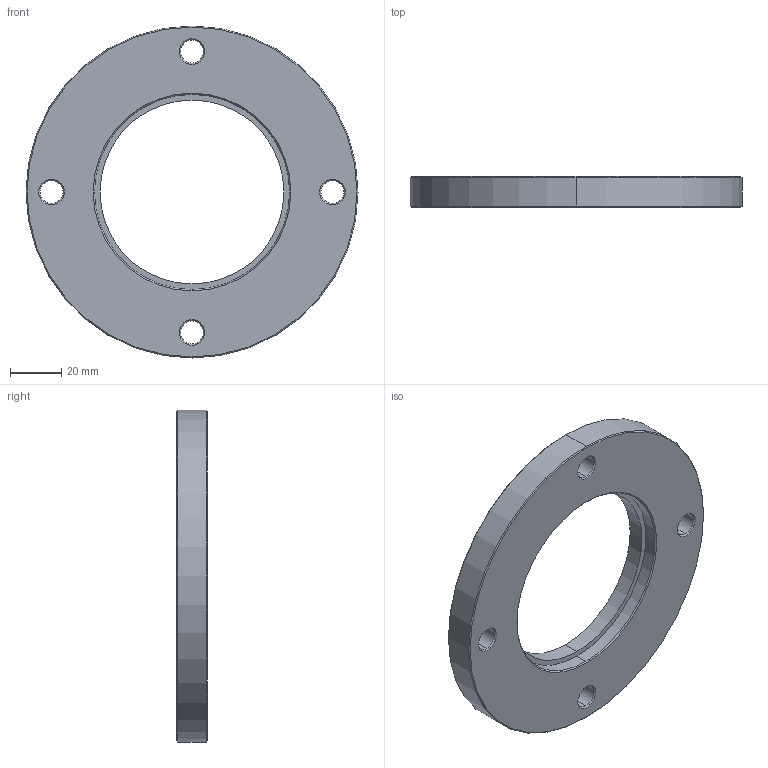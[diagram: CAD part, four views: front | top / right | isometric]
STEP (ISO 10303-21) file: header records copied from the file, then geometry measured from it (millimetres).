
FILE_DESCRIPTION (( 'STEP AP214' ), '1' );
FILE_NAME ('Hositrad_ISO-F63-76.STEP', '2017-06-01T13:32:58', ( 'Gebruiker' ), ( '' ), 'SwSTEP 2.0', 'SolidWorks 2017', '' );
FILE_SCHEMA (( 'AUTOMOTIVE_DESIGN' ));
Length unit declared in the file: millimetre
Products named in the file (1): Hositrad_ISO-F63-76
Bounding box: 130 x 12 x 130 mm (x, y, z)
Volume: 104421.8 mm3; surface area: 26617.5 mm2
Topology: 1 solids, 1 shells, 39 faces, 86 edges, 50 vertices
Faces by surface type: cone 22, cylinder 14, plane 3
Entity records: 1128 total; most frequent: DIRECTION 216, CARTESIAN_POINT 176, ORIENTED_EDGE 172, AXIS2_PLACEMENT_3D 90, EDGE_CURVE 86, VERTEX_POINT 50, EDGE_LOOP 50, CIRCLE 50
